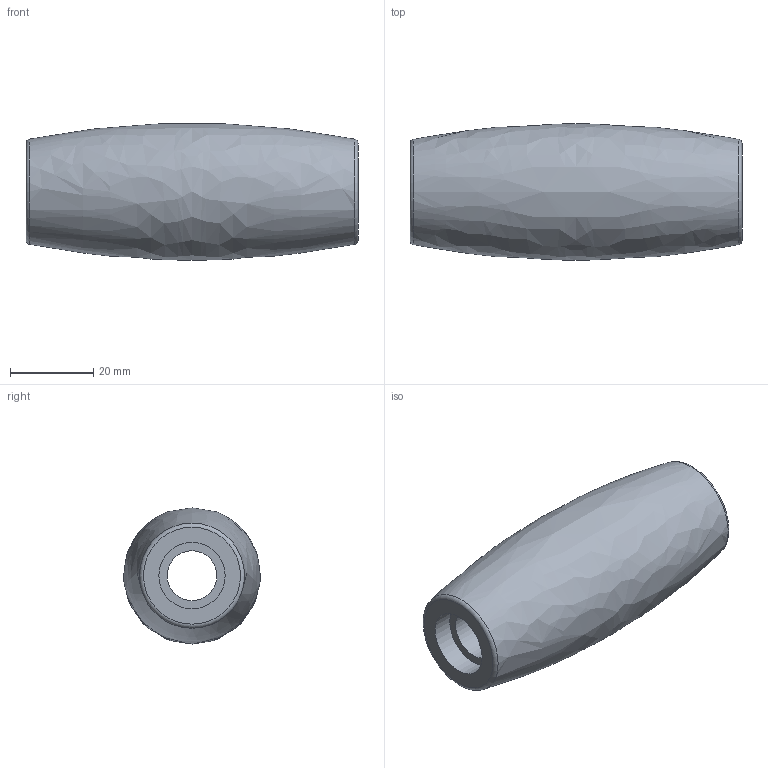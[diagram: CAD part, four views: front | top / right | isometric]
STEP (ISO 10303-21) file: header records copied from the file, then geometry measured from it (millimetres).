
FILE_DESCRIPTION(/* description */ (''),/* implementation_level */ '2;1');
FILE_NAME(/* name */ 'Wheel_print.stp',/* time_stamp */ '2019-06-12T09:48:53+02:00',/* author */ ('ahoel'),/* organization */ (''),/* preprocessor_version */ 'ST-DEVELOPER v17',/* originating_system */ 'Autodesk Inventor 2019',/* authorisation */ '');
FILE_SCHEMA (('AUTOMOTIVE_DESIGN { 1 0 10303 214 3 1 1 }'));
Length unit declared in the file: millimetre
Products named in the file (1): Wheel_print
Bounding box: 80 x 33 x 32.85 mm (x, y, z)
Volume: 48266.9 mm3; surface area: 11528.9 mm2
Topology: 1 solids, 1 shells, 10 faces, 20 edges, 14 vertices
Faces by surface type: plane 4, cylinder 3, torus 2, bspline 1
Full cylindrical faces by diameter (mm): 12 x1, 16 x2
Entity records: 358 total; most frequent: CARTESIAN_POINT 71, DIRECTION 57, ORIENTED_EDGE 40, AXIS2_PLACEMENT_3D 27, EDGE_CURVE 20, CIRCLE 17, EDGE_LOOP 14, VERTEX_POINT 14
